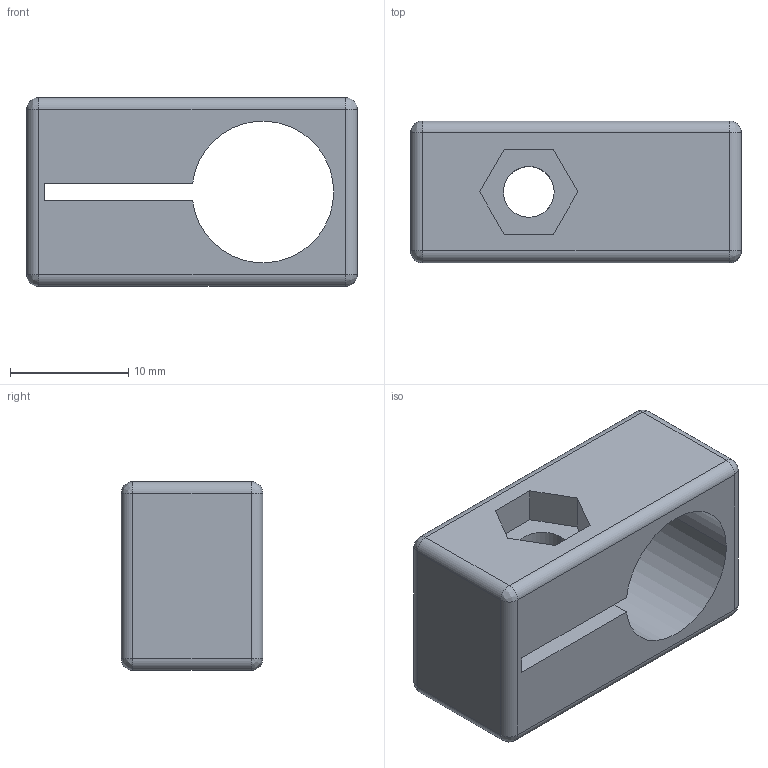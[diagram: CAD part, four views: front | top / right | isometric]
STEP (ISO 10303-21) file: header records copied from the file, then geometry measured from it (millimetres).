
FILE_DESCRIPTION (( 'STEP AP214' ), '1' );
FILE_NAME ('7810030', '2019-01-30T09:41:53', ( '' ), ('JUGARD+KÜNSTNER GmbH'), 'SwSTEP 2.0', 'SolidWorks 2017', '' );
FILE_SCHEMA (( 'AUTOMOTIVE_DESIGN' ));
Length unit declared in the file: millimetre
Products named in the file (1): 7810030
Bounding box: 28 x 12 x 16 mm (x, y, z)
Volume: 3267.2 mm3; surface area: 2589.8 mm2
Topology: 1 solids, 1 shells, 189 faces, 467 edges, 272 vertices
Faces by surface type: plane 161, cylinder 20, bspline 8
Entity records: 5521 total; most frequent: CARTESIAN_POINT 1185, ORIENTED_EDGE 918, DIRECTION 885, EDGE_CURVE 459, LINE 301, VECTOR 301, AXIS2_PLACEMENT_3D 292, VERTEX_POINT 272
